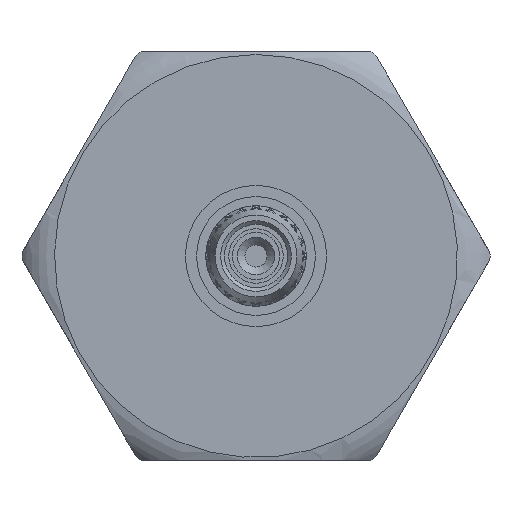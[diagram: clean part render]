
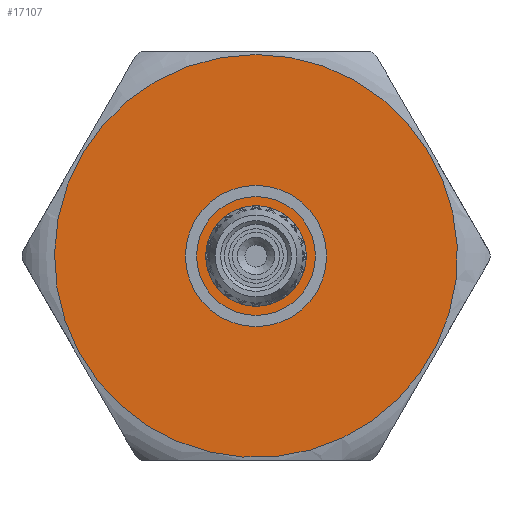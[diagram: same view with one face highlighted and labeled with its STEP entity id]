
A CAD part, left-side view. The second image highlights one B-rep face of the part: STEP entity #17107.
In plain terms, the highlighted planar face has unit normal (-1, 0, 0).
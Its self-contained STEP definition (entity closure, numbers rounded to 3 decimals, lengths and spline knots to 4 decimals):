
#542=CIRCLE('',#18161,5.4238);
#543=CIRCLE('',#18163,1.25);
#687=PLANE('',#18162);
#5627=ORIENTED_EDGE('',*,*,#10290,.F.);
#5628=ORIENTED_EDGE('',*,*,#10291,.T.);
#10290=EDGE_CURVE('',#12144,#12144,#542,.F.);
#10291=EDGE_CURVE('',#12145,#12145,#543,.T.);
#12144=VERTEX_POINT('',#47949);
#12145=VERTEX_POINT('',#47952);
#14082=EDGE_LOOP('',(#5627));
#14083=EDGE_LOOP('',(#5628));
#15453=FACE_BOUND('',#14082,.T.);
#15454=FACE_BOUND('',#14083,.T.);
#17107=ADVANCED_FACE('',(#15453,#15454),#687,.T.);
#18161=AXIS2_PLACEMENT_3D('',#47948,#19186,#19187);
#18162=AXIS2_PLACEMENT_3D('',#47950,#19188,#19189);
#18163=AXIS2_PLACEMENT_3D('',#47951,#19190,#19191);
#19186=DIRECTION('',(-1.,0.,0.));
#19187=DIRECTION('',(0.,0.,1.));
#19188=DIRECTION('',(-1.,0.,0.));
#19189=DIRECTION('',(0.,0.,1.));
#19190=DIRECTION('',(1.,0.,0.));
#19191=DIRECTION('',(0.,-1.,0.));
#47948=CARTESIAN_POINT('',(-2.2,0.,0.));
#47949=CARTESIAN_POINT('',(-2.2,0.,5.4238));
#47950=CARTESIAN_POINT('',(-2.2,0.,0.));
#47951=CARTESIAN_POINT('',(-2.2,0.,0.));
#47952=CARTESIAN_POINT('',(-2.2,-1.25,0.));
